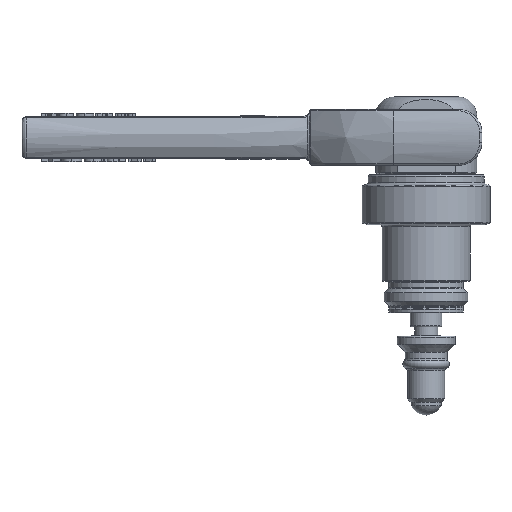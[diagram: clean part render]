
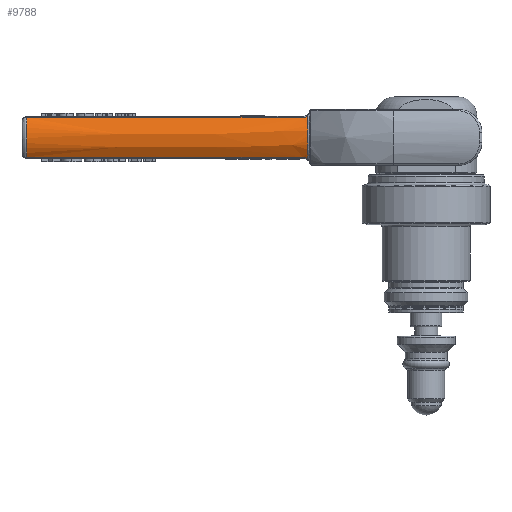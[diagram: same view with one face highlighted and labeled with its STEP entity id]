
A CAD part, left-side view. The second image highlights one B-rep face of the part: STEP entity #9788.
In plain terms, the highlighted free-form (B-spline) face has degree [3, 3] with [6, 4] control points.
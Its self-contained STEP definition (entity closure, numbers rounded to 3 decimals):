
#201=B_SPLINE_SURFACE_WITH_KNOTS('',3,3,((#17241,#17242,#17243,#17244),
(#17245,#17246,#17247,#17248),(#17249,#17250,#17251,#17252),(#17253,#17254,
#17255,#17256),(#17257,#17258,#17259,#17260),(#17261,#17262,#17263,#17264)),
 .UNSPECIFIED.,.F.,.F.,.F.,(4,1,1,4),(4,4),(-0.011,0.281,
0.573,1.011),(0.016,0.992),
 .UNSPECIFIED.);
#571=B_SPLINE_CURVE_WITH_KNOTS('',3,(#17214,#17215,#17216,#17217,#17218),
 .UNSPECIFIED.,.F.,.F.,(4,1,4),(-0.855,-0.516,-0.064),
 .UNSPECIFIED.);
#572=B_SPLINE_CURVE_WITH_KNOTS('',3,(#17236,#17237,#17238,#17239),
 .UNSPECIFIED.,.F.,.F.,(4,4),(-5.951,0.),
 .UNSPECIFIED.);
#573=B_SPLINE_CURVE_WITH_KNOTS('',3,(#17266,#17267,#17268,#17269),
 .UNSPECIFIED.,.F.,.F.,(4,4),(-6.053,-0.102),
 .UNSPECIFIED.);
#574=B_SPLINE_CURVE_WITH_KNOTS('',3,(#17271,#17272,#17273,#17274),
 .UNSPECIFIED.,.F.,.F.,(4,4),(-0.106,0.),.UNSPECIFIED.);
#575=B_SPLINE_CURVE_WITH_KNOTS('',3,(#17276,#17277,#17278,#17279,#17280,
#17281),.UNSPECIFIED.,.F.,.F.,(4,1,1,4),(0.236,0.675,
1.049,1.301),.UNSPECIFIED.);
#576=B_SPLINE_CURVE_WITH_KNOTS('',3,(#17282,#17283,#17284,#17285),
 .UNSPECIFIED.,.F.,.F.,(4,4),(-0.106,0.),.UNSPECIFIED.);
#2698=FACE_OUTER_BOUND('',#3273,.T.);
#3273=EDGE_LOOP('',(#8155,#8156,#8157,#8158,#8159,#8160));
#4336=VERTEX_POINT('',#16833);
#4339=VERTEX_POINT('',#16906);
#4349=VERTEX_POINT('',#17235);
#4350=VERTEX_POINT('',#17265);
#4351=VERTEX_POINT('',#17270);
#4352=VERTEX_POINT('',#17275);
#5630=EDGE_CURVE('',#4339,#4336,#571,.T.);
#5631=EDGE_CURVE('',#4336,#4349,#572,.T.);
#5633=EDGE_CURVE('',#4350,#4339,#573,.T.);
#5634=EDGE_CURVE('',#4351,#4350,#574,.T.);
#5635=EDGE_CURVE('',#4352,#4351,#575,.T.);
#5636=EDGE_CURVE('',#4349,#4352,#576,.T.);
#8155=ORIENTED_EDGE('',*,*,#5630,.F.);
#8156=ORIENTED_EDGE('',*,*,#5633,.F.);
#8157=ORIENTED_EDGE('',*,*,#5634,.F.);
#8158=ORIENTED_EDGE('',*,*,#5635,.F.);
#8159=ORIENTED_EDGE('',*,*,#5636,.F.);
#8160=ORIENTED_EDGE('',*,*,#5631,.F.);
#9788=ADVANCED_FACE('',(#2698),#201,.F.);
#16833=CARTESIAN_POINT('',(-5.493,85.981,12.308));
#16906=CARTESIAN_POINT('',(-5.493,85.981,3.692));
#17214=CARTESIAN_POINT('Ctrl Pts',(-5.493,85.981,3.692));
#17215=CARTESIAN_POINT('Ctrl Pts',(-6.309,85.978,4.738));
#17216=CARTESIAN_POINT('Ctrl Pts',(-7.504,85.974,7.737));
#17217=CARTESIAN_POINT('Ctrl Pts',(-6.582,85.977,10.913));
#17218=CARTESIAN_POINT('Ctrl Pts',(-5.493,85.981,12.308));
#17235=CARTESIAN_POINT('',(-4.054,26.49,12.308));
#17236=CARTESIAN_POINT('Ctrl Pts',(-5.493,85.981,12.308));
#17237=CARTESIAN_POINT('Ctrl Pts',(-5.013,66.151,12.308));
#17238=CARTESIAN_POINT('Ctrl Pts',(-4.533,46.321,12.308));
#17239=CARTESIAN_POINT('Ctrl Pts',(-4.054,26.49,12.308));
#17241=CARTESIAN_POINT('Ctrl Pts',(-5.265,85.981,3.415));
#17242=CARTESIAN_POINT('Ctrl Pts',(-4.777,65.824,3.415));
#17243=CARTESIAN_POINT('Ctrl Pts',(-4.289,45.666,3.415));
#17244=CARTESIAN_POINT('Ctrl Pts',(-3.802,25.509,3.415));
#17245=CARTESIAN_POINT('Ctrl Pts',(-5.888,85.981,4.135));
#17246=CARTESIAN_POINT('Ctrl Pts',(-5.401,65.824,4.135));
#17247=CARTESIAN_POINT('Ctrl Pts',(-4.913,45.666,4.135));
#17248=CARTESIAN_POINT('Ctrl Pts',(-4.425,25.509,4.135));
#17249=CARTESIAN_POINT('Ctrl Pts',(-6.835,85.981,5.83));
#17250=CARTESIAN_POINT('Ctrl Pts',(-6.348,65.824,5.83));
#17251=CARTESIAN_POINT('Ctrl Pts',(-5.86,45.666,5.83));
#17252=CARTESIAN_POINT('Ctrl Pts',(-5.372,25.509,5.83));
#17253=CARTESIAN_POINT('Ctrl Pts',(-7.186,85.981,9.217));
#17254=CARTESIAN_POINT('Ctrl Pts',(-6.698,65.824,9.217));
#17255=CARTESIAN_POINT('Ctrl Pts',(-6.21,45.666,9.217));
#17256=CARTESIAN_POINT('Ctrl Pts',(-5.723,25.509,9.217));
#17257=CARTESIAN_POINT('Ctrl Pts',(-6.2,85.981,11.506));
#17258=CARTESIAN_POINT('Ctrl Pts',(-5.713,65.824,11.506));
#17259=CARTESIAN_POINT('Ctrl Pts',(-5.225,45.666,11.506));
#17260=CARTESIAN_POINT('Ctrl Pts',(-4.737,25.509,11.506));
#17261=CARTESIAN_POINT('Ctrl Pts',(-5.265,85.981,12.585));
#17262=CARTESIAN_POINT('Ctrl Pts',(-4.777,65.824,12.585));
#17263=CARTESIAN_POINT('Ctrl Pts',(-4.289,45.666,12.585));
#17264=CARTESIAN_POINT('Ctrl Pts',(-3.802,25.509,12.585));
#17265=CARTESIAN_POINT('',(-4.054,26.49,3.692));
#17266=CARTESIAN_POINT('Ctrl Pts',(-4.054,26.49,3.692));
#17267=CARTESIAN_POINT('Ctrl Pts',(-4.533,46.321,3.692));
#17268=CARTESIAN_POINT('Ctrl Pts',(-5.013,66.151,3.692));
#17269=CARTESIAN_POINT('Ctrl Pts',(-5.493,85.981,3.692));
#17270=CARTESIAN_POINT('',(-3.802,25.509,3.415));
#17271=CARTESIAN_POINT('Ctrl Pts',(-3.802,25.509,3.415));
#17272=CARTESIAN_POINT('Ctrl Pts',(-3.956,25.789,3.585));
#17273=CARTESIAN_POINT('Ctrl Pts',(-4.045,26.139,3.692));
#17274=CARTESIAN_POINT('Ctrl Pts',(-4.054,26.49,3.692));
#17275=CARTESIAN_POINT('',(-3.802,25.509,12.585));
#17276=CARTESIAN_POINT('Ctrl Pts',(-3.799,25.509,12.583));
#17277=CARTESIAN_POINT('Ctrl Pts',(-4.693,25.511,11.542));
#17278=CARTESIAN_POINT('Ctrl Pts',(-5.786,25.513,9.122));
#17279=CARTESIAN_POINT('Ctrl Pts',(-5.349,25.512,5.71));
#17280=CARTESIAN_POINT('Ctrl Pts',(-4.316,25.51,4.012));
#17281=CARTESIAN_POINT('Ctrl Pts',(-3.801,25.509,3.416));
#17282=CARTESIAN_POINT('Ctrl Pts',(-4.054,26.49,12.308));
#17283=CARTESIAN_POINT('Ctrl Pts',(-4.045,26.138,12.308));
#17284=CARTESIAN_POINT('Ctrl Pts',(-3.956,25.789,12.415));
#17285=CARTESIAN_POINT('Ctrl Pts',(-3.802,25.509,12.585));
